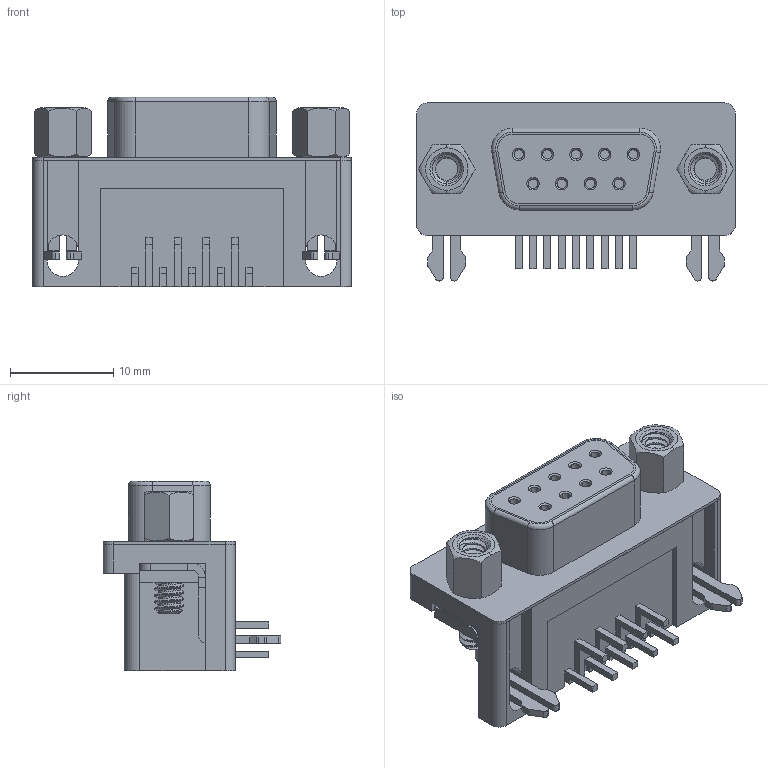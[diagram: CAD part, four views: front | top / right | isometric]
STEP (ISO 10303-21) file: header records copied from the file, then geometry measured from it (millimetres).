
FILE_DESCRIPTION (( 'STEP AP214' ), '1' );
FILE_NAME ('A-DF 09 A_KG-T2S.STEP', '2023-09-15T07:58:46', ( '' ), ( '' ), 'SwSTEP 2.0', 'SolidWorks 2021', '' );
FILE_SCHEMA (( 'AUTOMOTIVE_DESIGN' ));
Length unit declared in the file: millimetre
Products named in the file (2): A-DF 09 A_KG-T2S_A-DF 09 A_KG-T2S; A-DF 09 A_KG-T2S
Assembly tree (1 placements, depth 2):
  A-DF 09 A_KG-T2S
    A-DF 09 A_KG-T2S_A-DF 09 A_KG-T2S
Bounding box: 30.81 x 17.2 x 18.3 mm (x, y, z)
Volume: 4036.7 mm3; surface area: 4502.4 mm2
Topology: 17 solids, 17 shells, 467 faces, 1216 edges, 796 vertices
Faces by surface type: plane 241, cylinder 168, cone 26, bspline 20, torus 12
Entity records: 22522 total; most frequent: CARTESIAN_POINT 10693, ORIENTED_EDGE 2432, DIRECTION 2152, EDGE_CURVE 1216, VERTEX_POINT 796, VECTOR 738, LINE 738, AXIS2_PLACEMENT_3D 707
